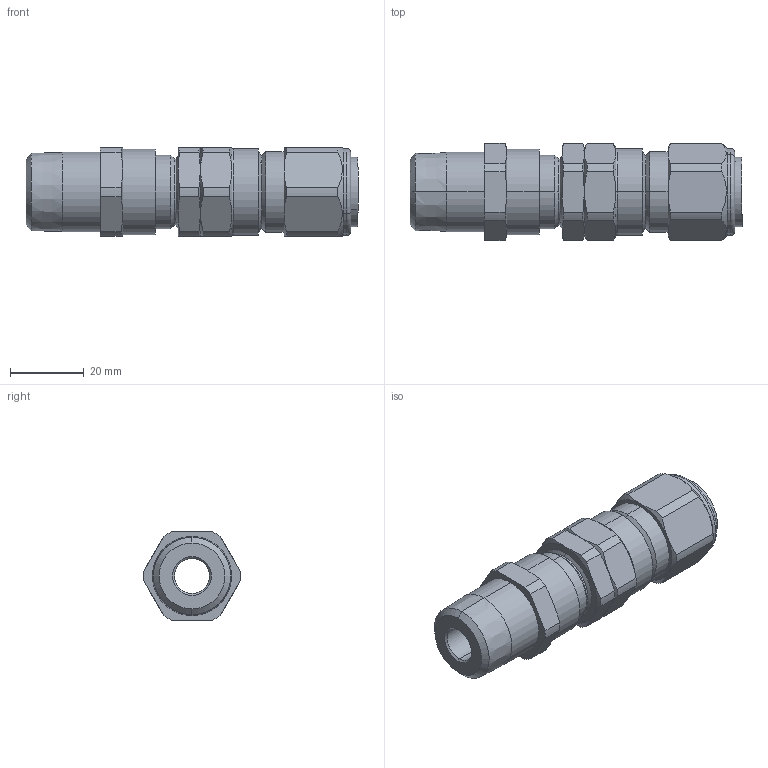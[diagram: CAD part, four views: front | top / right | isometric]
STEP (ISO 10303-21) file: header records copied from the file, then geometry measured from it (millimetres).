
FILE_DESCRIPTION (( 'STEP AP203' ), '1' );
FILE_NAME ('20S16E%1RA031.STEP', '2021-04-21T10:23:11', ( '' ), ( '' ), 'SwSTEP 2.0', 'SolidWorks 2017', '' );
FILE_SCHEMA (( 'CONFIG_CONTROL_DESIGN' ));
Length unit declared in the file: millimetre
Products named in the file (1): 20S16E%1RA031
Bounding box: 90.2 x 26.39 x 24.03 mm (x, y, z)
Volume: 25587.4 mm3; surface area: 11784.1 mm2
Topology: 1 solids, 1 shells, 137 faces, 326 edges, 202 vertices
Faces by surface type: cylinder 50, cone 44, plane 37, torus 6
Entity records: 4267 total; most frequent: CARTESIAN_POINT 1018, DIRECTION 688, ORIENTED_EDGE 652, EDGE_CURVE 326, AXIS2_PLACEMENT_3D 288, VERTEX_POINT 202, CIRCLE 150, EDGE_LOOP 150
